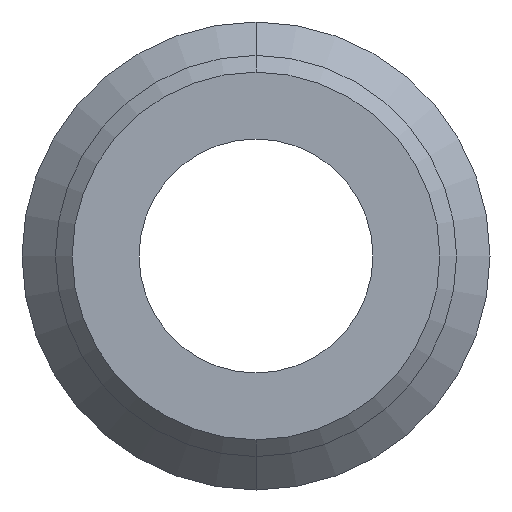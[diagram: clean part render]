
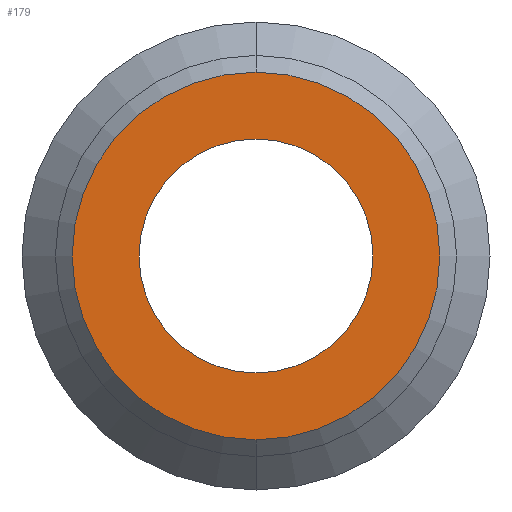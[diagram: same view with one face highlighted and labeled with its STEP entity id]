
A CAD part, front view. The second image highlights one B-rep face of the part: STEP entity #179.
In plain terms, the highlighted planar face has unit normal (0, -1, 0).
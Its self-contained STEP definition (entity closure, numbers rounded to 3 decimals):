
#41 = VERTEX_POINT ( 'NONE', #398 ) ;
#57 = EDGE_CURVE ( 'NONE', #41, #132, #346, .T. ) ;
#132 = VERTEX_POINT ( 'NONE', #520 ) ;
#172 = EDGE_CURVE ( 'NONE', #249, #248, #605, .T. ) ;
#179 = ADVANCED_FACE ( 'NONE', ( #550, #549 ), #548, .T. ) ;
#180 = EDGE_LOOP ( 'NONE', ( #181, #183 ) ) ;
#181 = ORIENTED_EDGE ( 'NONE', *, *, #182, .F. ) ;
#182 = EDGE_CURVE ( 'NONE', #132, #41, #543, .T. ) ;
#183 = ORIENTED_EDGE ( 'NONE', *, *, #57, .F. ) ;
#184 = EDGE_LOOP ( 'NONE', ( #207, #208 ) ) ;
#207 = ORIENTED_EDGE ( 'NONE', *, *, #172, .T. ) ;
#208 = ORIENTED_EDGE ( 'NONE', *, *, #247, .T. ) ;
#247 = EDGE_CURVE ( 'NONE', #248, #249, #814, .T. ) ;
#248 = VERTEX_POINT ( 'NONE', #726 ) ;
#249 = VERTEX_POINT ( 'NONE', #725 ) ;
#342 = DIRECTION ( 'NONE',  ( 0., 0., -1. ) ) ;
#343 = DIRECTION ( 'NONE',  ( 0., -1., 0. ) ) ;
#344 = CARTESIAN_POINT ( 'NONE',  ( 0., 0., 0. ) ) ;
#345 = AXIS2_PLACEMENT_3D ( 'NONE', #344, #343, #342 ) ;
#346 = CIRCLE ( 'NONE', #345, 3.5 ) ;
#398 = CARTESIAN_POINT ( 'NONE',  ( 0., 0., 3.5 ) ) ;
#506 = DIRECTION ( 'NONE',  ( 0., 0., -1. ) ) ;
#507 = DIRECTION ( 'NONE',  ( 0., -1., 0. ) ) ;
#508 = CARTESIAN_POINT ( 'NONE',  ( 0., 0., 0. ) ) ;
#509 = AXIS2_PLACEMENT_3D ( 'NONE', #508, #507, #506 ) ;
#520 = CARTESIAN_POINT ( 'NONE',  ( 0., 0., -3.5 ) ) ;
#543 = CIRCLE ( 'NONE', #509, 3.5 ) ;
#544 = DIRECTION ( 'NONE',  ( 0., 0., -1. ) ) ;
#545 = DIRECTION ( 'NONE',  ( 0., -1., 0. ) ) ;
#546 = CARTESIAN_POINT ( 'NONE',  ( 5.5, 0., 0. ) ) ;
#547 = AXIS2_PLACEMENT_3D ( 'NONE', #546, #545, #544 ) ;
#548 = PLANE ( 'NONE',  #547 ) ;
#549 = FACE_OUTER_BOUND ( 'NONE', #184, .T. ) ;
#550 = FACE_BOUND ( 'NONE', #180, .T. ) ;
#568 = DIRECTION ( 'NONE',  ( 0., 0., -1. ) ) ;
#569 = DIRECTION ( 'NONE',  ( 0., -1., 0. ) ) ;
#570 = CARTESIAN_POINT ( 'NONE',  ( 0., 0., 0. ) ) ;
#571 = AXIS2_PLACEMENT_3D ( 'NONE', #570, #569, #568 ) ;
#605 = CIRCLE ( 'NONE', #571, 5.5 ) ;
#725 = CARTESIAN_POINT ( 'NONE',  ( 0., 0., 5.5 ) ) ;
#726 = CARTESIAN_POINT ( 'NONE',  ( 0., 0., -5.5 ) ) ;
#727 = DIRECTION ( 'NONE',  ( 0., 0., -1. ) ) ;
#808 = DIRECTION ( 'NONE',  ( 0., -1., 0. ) ) ;
#809 = CARTESIAN_POINT ( 'NONE',  ( 0., 0., 0. ) ) ;
#810 = AXIS2_PLACEMENT_3D ( 'NONE', #809, #808, #727 ) ;
#814 = CIRCLE ( 'NONE', #810, 5.5 ) ;
